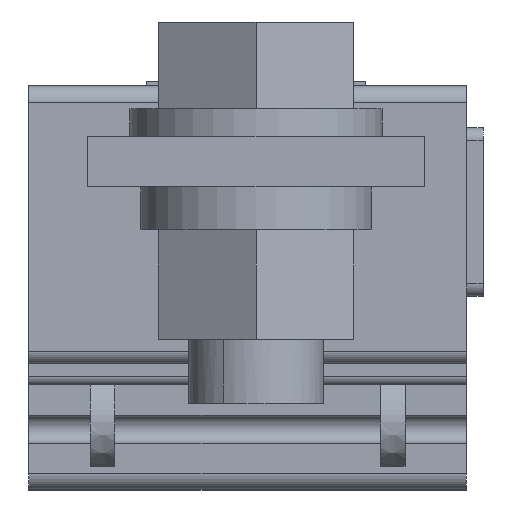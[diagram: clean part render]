
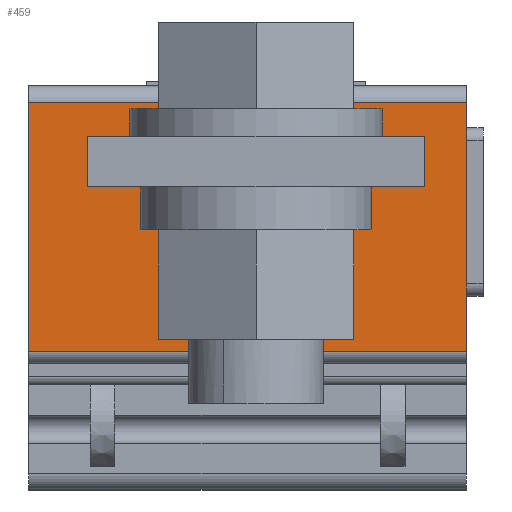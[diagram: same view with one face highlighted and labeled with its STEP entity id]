
A CAD part, front view. The second image highlights one B-rep face of the part: STEP entity #459.
In plain terms, the highlighted planar face has unit normal (0, -1, 0).
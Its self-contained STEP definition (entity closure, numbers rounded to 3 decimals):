
#32 = VERTEX_POINT('',#33);
#33 = CARTESIAN_POINT('',(52.,41.,46.));
#40 = EDGE_CURVE('',#41,#32,#43,.T.);
#41 = VERTEX_POINT('',#42);
#42 = CARTESIAN_POINT('',(52.,41.,16.5));
#43 = LINE('',#44,#45);
#44 = CARTESIAN_POINT('',(52.,41.,31.25));
#45 = VECTOR('',#46,1.);
#46 = DIRECTION('',(0.,0.,1.));
#440 = VERTEX_POINT('',#441);
#441 = CARTESIAN_POINT('',(0.,41.,46.));
#448 = EDGE_CURVE('',#440,#32,#449,.T.);
#449 = LINE('',#450,#451);
#450 = CARTESIAN_POINT('',(26.,41.,46.));
#451 = VECTOR('',#452,1.);
#452 = DIRECTION('',(1.,0.,0.));
#459 = ADVANCED_FACE('',(#460,#478),#512,.F.);
#460 = FACE_BOUND('',#461,.F.);
#461 = EDGE_LOOP('',(#462,#463,#464,#472));
#462 = ORIENTED_EDGE('',*,*,#448,.T.);
#463 = ORIENTED_EDGE('',*,*,#40,.F.);
#464 = ORIENTED_EDGE('',*,*,#465,.F.);
#465 = EDGE_CURVE('',#466,#41,#468,.T.);
#466 = VERTEX_POINT('',#467);
#467 = CARTESIAN_POINT('',(0.,41.,16.5));
#468 = LINE('',#469,#470);
#469 = CARTESIAN_POINT('',(26.,41.,16.5));
#470 = VECTOR('',#471,1.);
#471 = DIRECTION('',(1.,0.,0.));
#472 = ORIENTED_EDGE('',*,*,#473,.T.);
#473 = EDGE_CURVE('',#466,#440,#474,.T.);
#474 = LINE('',#475,#476);
#475 = CARTESIAN_POINT('',(0.,41.,31.25));
#476 = VECTOR('',#477,1.);
#477 = DIRECTION('',(0.,0.,1.));
#478 = FACE_BOUND('',#479,.F.);
#479 = EDGE_LOOP('',(#480,#490,#498,#506));
#480 = ORIENTED_EDGE('',*,*,#481,.F.);
#481 = EDGE_CURVE('',#482,#484,#486,.T.);
#482 = VERTEX_POINT('',#483);
#483 = CARTESIAN_POINT('',(47.,41.,42.));
#484 = VERTEX_POINT('',#485);
#485 = CARTESIAN_POINT('',(47.,41.,36.));
#486 = LINE('',#487,#488);
#487 = CARTESIAN_POINT('',(47.,41.,39.));
#488 = VECTOR('',#489,1.);
#489 = DIRECTION('',(0.,0.,-1.));
#490 = ORIENTED_EDGE('',*,*,#491,.T.);
#491 = EDGE_CURVE('',#482,#492,#494,.T.);
#492 = VERTEX_POINT('',#493);
#493 = CARTESIAN_POINT('',(7.,41.,42.));
#494 = LINE('',#495,#496);
#495 = CARTESIAN_POINT('',(27.,41.,42.));
#496 = VECTOR('',#497,1.);
#497 = DIRECTION('',(-1.,0.,0.));
#498 = ORIENTED_EDGE('',*,*,#499,.T.);
#499 = EDGE_CURVE('',#492,#500,#502,.T.);
#500 = VERTEX_POINT('',#501);
#501 = CARTESIAN_POINT('',(7.,41.,36.));
#502 = LINE('',#503,#504);
#503 = CARTESIAN_POINT('',(7.,41.,39.));
#504 = VECTOR('',#505,1.);
#505 = DIRECTION('',(0.,0.,-1.));
#506 = ORIENTED_EDGE('',*,*,#507,.F.);
#507 = EDGE_CURVE('',#484,#500,#508,.T.);
#508 = LINE('',#509,#510);
#509 = CARTESIAN_POINT('',(27.,41.,36.));
#510 = VECTOR('',#511,1.);
#511 = DIRECTION('',(-1.,0.,0.));
#512 = PLANE('',#513);
#513 = AXIS2_PLACEMENT_3D('',#514,#515,#516);
#514 = CARTESIAN_POINT('',(0.,41.,16.5));
#515 = DIRECTION('',(0.,1.,0.));
#516 = DIRECTION('',(0.,0.,1.));
